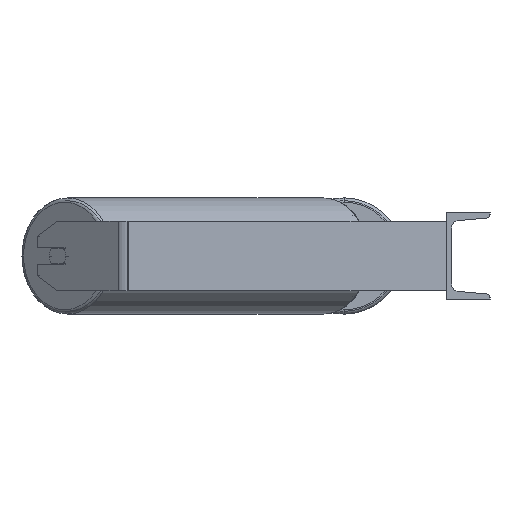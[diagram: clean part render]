
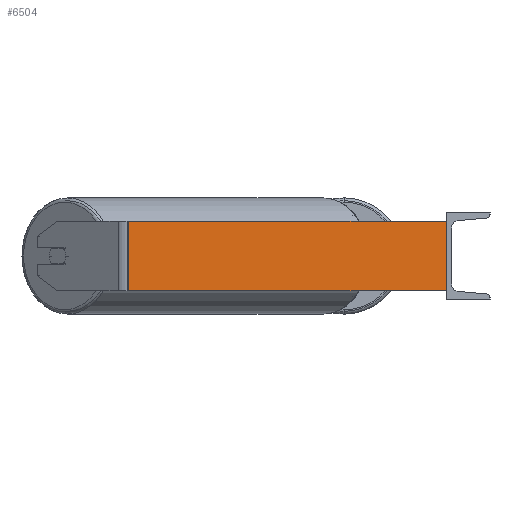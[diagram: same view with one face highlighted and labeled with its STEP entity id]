
A CAD part, left-side view. The second image highlights one B-rep face of the part: STEP entity #6504.
In plain terms, the highlighted planar face has unit normal (-0.996, -0.087, 0).
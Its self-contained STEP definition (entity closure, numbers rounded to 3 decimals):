
#269 = VECTOR ( 'NONE', #2886, 1000. ) ;
#1457 = ORIENTED_EDGE ( 'NONE', *, *, #5582, .T. ) ;
#1485 = LINE ( 'NONE', #2755, #7786 ) ;
#1616 = EDGE_LOOP ( 'NONE', ( #1457, #2722, #2614, #4512 ) ) ;
#1881 = CARTESIAN_POINT ( 'NONE',  ( -717.41, 370.45, 40. ) ) ;
#2163 = EDGE_CURVE ( 'NONE', #3265, #3051, #7726, .T. ) ;
#2300 = DIRECTION ( 'NONE',  ( -0.087, 0.996, 0. ) ) ;
#2584 = LINE ( 'NONE', #1881, #3414 ) ;
#2614 = ORIENTED_EDGE ( 'NONE', *, *, #8506, .F. ) ;
#2722 = ORIENTED_EDGE ( 'NONE', *, *, #2163, .F. ) ;
#2755 = CARTESIAN_POINT ( 'NONE',  ( -716.833, 363.847, 40. ) ) ;
#2886 = DIRECTION ( 'NONE',  ( 0.087, -0.996, 0. ) ) ;
#3030 = CARTESIAN_POINT ( 'NONE',  ( -717.41, 370.45, 40. ) ) ;
#3051 = VERTEX_POINT ( 'NONE', #4670 ) ;
#3265 = VERTEX_POINT ( 'NONE', #7107 ) ;
#3414 = VECTOR ( 'NONE', #4081, 1000. ) ;
#3543 = EDGE_CURVE ( 'NONE', #8494, #3789, #1485, .T. ) ;
#3561 = DIRECTION ( 'NONE',  ( 0., 0., -1. ) ) ;
#3680 = FACE_OUTER_BOUND ( 'NONE', #1616, .T. ) ;
#3789 = VERTEX_POINT ( 'NONE', #7280 ) ;
#4081 = DIRECTION ( 'NONE',  ( 0.087, -0.996, 0. ) ) ;
#4218 = CARTESIAN_POINT ( 'NONE',  ( -685., 0., 40. ) ) ;
#4512 = ORIENTED_EDGE ( 'NONE', *, *, #3543, .T. ) ;
#4670 = CARTESIAN_POINT ( 'NONE',  ( -685., 0., -40. ) ) ;
#5239 = CARTESIAN_POINT ( 'NONE',  ( -716.833, 363.847, 40. ) ) ;
#5582 = EDGE_CURVE ( 'NONE', #3789, #3051, #7121, .T. ) ;
#5829 = CARTESIAN_POINT ( 'NONE',  ( -717.41, 370.45, -40. ) ) ;
#5927 = VECTOR ( 'NONE', #8563, 1000. ) ;
#6482 = PLANE ( 'NONE',  #7497 ) ;
#6504 = ADVANCED_FACE ( 'NONE', ( #3680 ), #6482, .F. ) ;
#7107 = CARTESIAN_POINT ( 'NONE',  ( -685., 0., 40. ) ) ;
#7121 = LINE ( 'NONE', #5829, #269 ) ;
#7280 = CARTESIAN_POINT ( 'NONE',  ( -716.833, 363.847, -40. ) ) ;
#7497 = AXIS2_PLACEMENT_3D ( 'NONE', #3030, #8631, #2300 ) ;
#7726 = LINE ( 'NONE', #4218, #5927 ) ;
#7786 = VECTOR ( 'NONE', #3561, 1000. ) ;
#8494 = VERTEX_POINT ( 'NONE', #5239 ) ;
#8506 = EDGE_CURVE ( 'NONE', #8494, #3265, #2584, .T. ) ;
#8563 = DIRECTION ( 'NONE',  ( 0., 0., -1. ) ) ;
#8631 = DIRECTION ( 'NONE',  ( 0.996, 0.087, 0. ) ) ;
